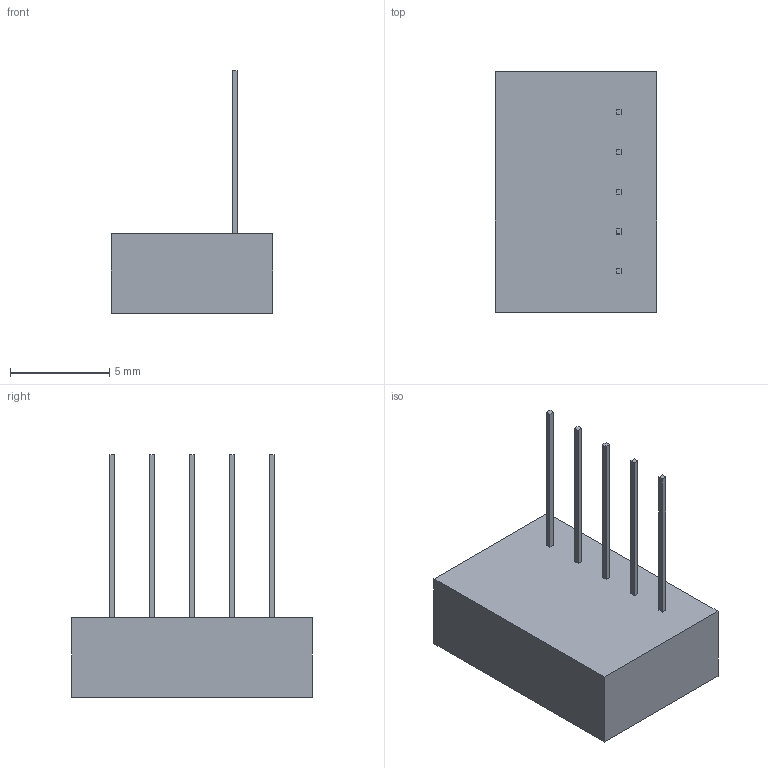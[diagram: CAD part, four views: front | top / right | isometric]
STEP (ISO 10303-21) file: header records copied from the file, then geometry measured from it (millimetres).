
FILE_DESCRIPTION (( 'STEP AP214' ), '1' );
FILE_NAME ('188匢萇杅鎢奪.STEP', '2024-04-25T03:34:26', ( '' ), ( '' ), 'SwSTEP 2.0', 'SolidWorks 2022', '' );
FILE_SCHEMA (( 'AUTOMOTIVE_DESIGN' ));
Length unit declared in the file: millimetre
Products named in the file (1): 188闪电数码管
Bounding box: 8.1 x 12.1 x 12.2 mm (x, y, z)
Volume: 394.6 mm3; surface area: 398.6 mm2
Topology: 1 solids, 1 shells, 38 faces, 118 edges, 94 vertices
Faces by surface type: plane 38
Entity records: 1847 total; most frequent: CARTESIAN_POINT 755, ORIENTED_EDGE 236, DIRECTION 159, EDGE_CURVE 118, VERTEX_POINT 94, VECTOR 81, LINE 81, EDGE_LOOP 50
